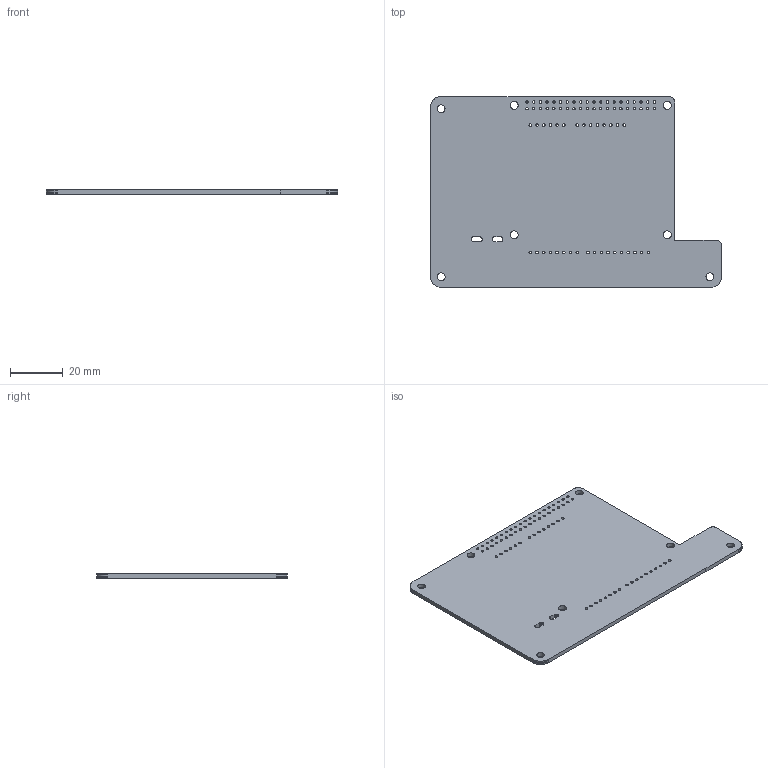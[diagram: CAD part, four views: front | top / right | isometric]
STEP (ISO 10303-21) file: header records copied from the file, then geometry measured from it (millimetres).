
FILE_DESCRIPTION(('KiCad electronic assembly'),'2;1');
FILE_NAME('DiffGPS_Hardware.step','2023-11-16T17:40:02',('Pcbnew'),( 'Kicad'),'Open CASCADE STEP processor 7.6','KiCad to STEP converter' ,'Unknown');
FILE_SCHEMA(('AUTOMOTIVE_DESIGN { 1 0 10303 214 1 1 1 1 }'));
Length unit declared in the file: millimetre
Products named in the file (2): DiffGPS_Hardware 1; DiffGPS_Hardware PCB
Assembly tree (1 placements, depth 2):
  DiffGPS_Hardware 1
    DiffGPS_Hardware PCB
Bounding box: 110.24 x 72.29 x 1.58 mm (x, y, z)
Volume: 10859.5 mm3; surface area: 14786 mm2
Topology: 1 solids, 1 shells, 226 faces, 672 edges, 448 vertices
Faces by surface type: plane 147, cylinder 79
Full cylindrical faces by diameter (mm): 0.9 x40, 1 x32, 2.946 x3, 3 x4
Entity records: 17155 total; most frequent: CARTESIAN_POINT 3640, DIRECTION 2472, LINE 1700, VECTOR 1700, ORIENTED_EDGE 1344, PCURVE 1344, DEFINITIONAL_REPRESENTATION 1344, EDGE_CURVE 672
